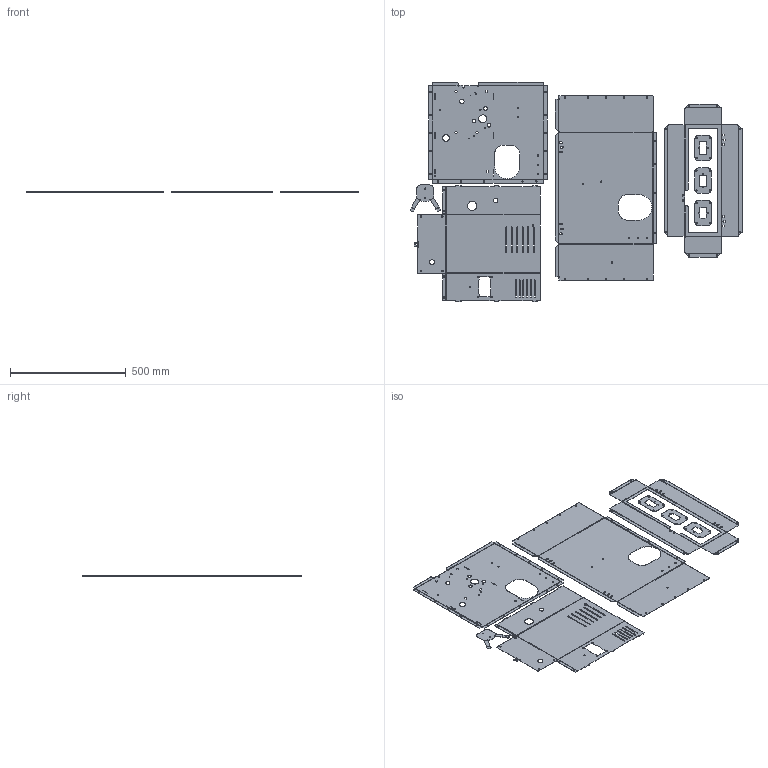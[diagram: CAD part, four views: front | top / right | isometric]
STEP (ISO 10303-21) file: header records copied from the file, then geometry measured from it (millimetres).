
FILE_DESCRIPTION(/* description */ (''),/* implementation_level */ '2;1');
FILE_NAME(/* name */ 'Oxygen-IP V14.4 Metal Sheet 1 mm Parts.step',/* time_stamp */ '2020-04-07T15:44:50+02:00',/* author */ (''),/* organization */ (''),/* preprocessor_version */ 'ST-DEVELOPER v18',/* originating_system */ 'Autodesk Translation Framework v8.12.0.6',/* authorisation */ '');
FILE_SCHEMA (('AUTOMOTIVE_DESIGN { 1 0 10303 214 3 1 1 }'));
Length unit declared in the file: millimetre
Products named in the file (1): V14_3_VARIOS_A_1MM
Bounding box: 1436.89 x 951.57 x 1 mm (x, y, z)
Volume: 913554.2 mm3; surface area: 1845640.5 mm2
Topology: 8 solids, 8 shells, 955 faces, 2747 edges, 1794 vertices
Faces by surface type: plane 576, cylinder 303, bspline 76
Full cylindrical faces by diameter (mm): 3 x1, 3.5 x2, 4 x6, 5 x2, 6 x74, 7 x4, 8 x1, 16 x3, 18.8 x1, 20 x1, 21.6 x1, 28 x1, 35 x1, 40 x1
Entity records: 37243 total; most frequent: CARTESIAN_POINT 11292, ORIENTED_EDGE 5494, DIRECTION 5175, EDGE_CURVE 2747, LINE 1843, VECTOR 1843, VERTEX_POINT 1794, AXIS2_PLACEMENT_3D 1666
